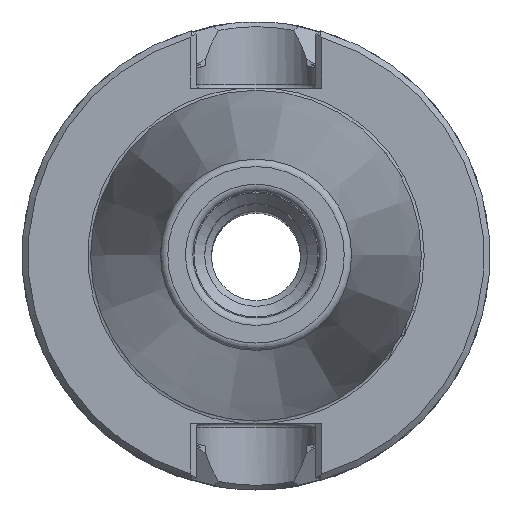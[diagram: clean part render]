
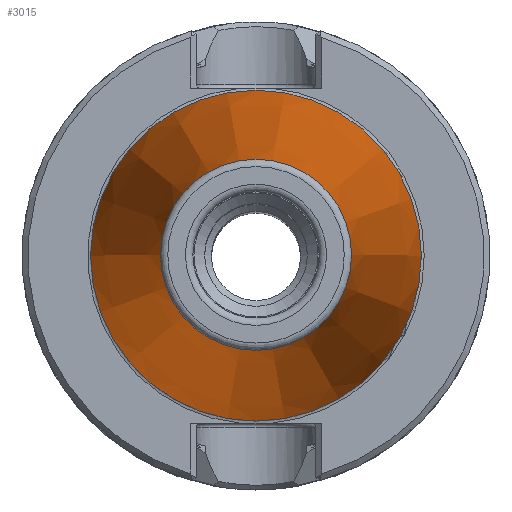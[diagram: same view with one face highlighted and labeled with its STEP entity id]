
A CAD part, top view. The second image highlights one B-rep face of the part: STEP entity #3015.
In plain terms, the highlighted conical face has half-angle 8.297 degrees and reference radius 12.871 mm.
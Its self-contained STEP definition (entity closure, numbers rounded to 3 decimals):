
#298=CONICAL_SURFACE('',#3229,12.871,0.145);
#658=ORIENTED_EDGE('',*,*,#835,.T.);
#659=ORIENTED_EDGE('',*,*,#1000,.F.);
#835=EDGE_CURVE('',#1088,#1088,#1281,.T.);
#1000=EDGE_CURVE('',#1197,#1197,#1320,.T.);
#1088=VERTEX_POINT('',#4033);
#1197=VERTEX_POINT('',#4606);
#1281=CIRCLE('',#3110,22.268);
#1320=CIRCLE('',#3228,12.871);
#1475=EDGE_LOOP('',(#658));
#1476=EDGE_LOOP('',(#659));
#1709=FACE_BOUND('',#1475,.T.);
#1710=FACE_BOUND('',#1476,.T.);
#3015=ADVANCED_FACE('',(#1709,#1710),#298,.T.);
#3110=AXIS2_PLACEMENT_3D('',#4032,#3403,#3404);
#3228=AXIS2_PLACEMENT_3D('',#4605,#3703,#3704);
#3229=AXIS2_PLACEMENT_3D('',#4607,#3705,#3706);
#3403=DIRECTION('',(0.,0.,1.));
#3404=DIRECTION('',(1.,0.,0.));
#3703=DIRECTION('',(0.,0.,1.));
#3704=DIRECTION('',(1.,0.,0.));
#3705=DIRECTION('',(0.,0.,-1.));
#3706=DIRECTION('',(-1.,0.,0.));
#4032=CARTESIAN_POINT('',(0.,0.,0.106));
#4033=CARTESIAN_POINT('',(22.268,0.,0.106));
#4605=CARTESIAN_POINT('',(0.,0.,64.544));
#4606=CARTESIAN_POINT('',(12.871,0.,64.544));
#4607=CARTESIAN_POINT('',(0.,0.,64.544));
